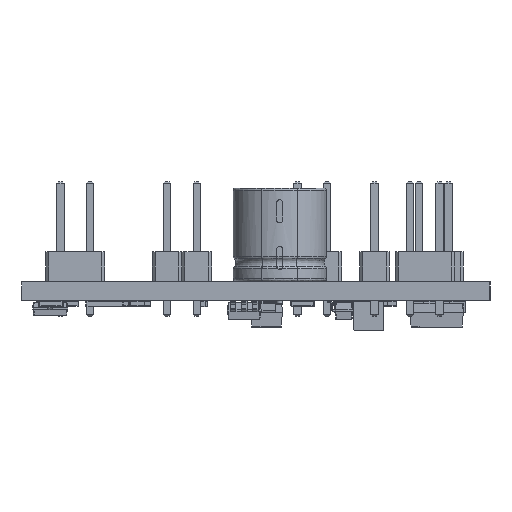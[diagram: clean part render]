
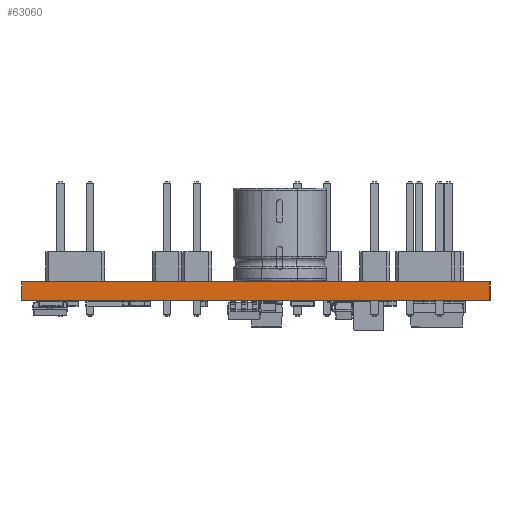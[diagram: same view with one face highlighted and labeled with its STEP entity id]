
A CAD part, left-side view. The second image highlights one B-rep face of the part: STEP entity #63060.
In plain terms, the highlighted planar face has unit normal (-1, 0, 0).
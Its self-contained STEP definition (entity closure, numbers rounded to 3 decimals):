
#57826 = PLANE('',#57827);
#57827 = AXIS2_PLACEMENT_3D('',#57828,#57829,#57830);
#57828 = CARTESIAN_POINT('',(0.254,40.386,0.));
#57829 = DIRECTION('',(0.,1.,0.));
#57830 = DIRECTION('',(1.,0.,0.));
#57854 = PLANE('',#57855);
#57855 = AXIS2_PLACEMENT_3D('',#57856,#57857,#57858);
#57856 = CARTESIAN_POINT('',(30.48,20.32,1.6));
#57857 = DIRECTION('',(-0.,-0.,-1.));
#57858 = DIRECTION('',(-1.,0.,0.));
#57882 = PLANE('',#57883);
#57883 = AXIS2_PLACEMENT_3D('',#57884,#57885,#57886);
#57884 = CARTESIAN_POINT('',(60.706,0.254,0.));
#57885 = DIRECTION('',(0.,-1.,0.));
#57886 = DIRECTION('',(-1.,0.,0.));
#57908 = PLANE('',#57909);
#57909 = AXIS2_PLACEMENT_3D('',#57910,#57911,#57912);
#57910 = CARTESIAN_POINT('',(30.48,20.32,0.));
#57911 = DIRECTION('',(-0.,-0.,-1.));
#57912 = DIRECTION('',(-1.,0.,0.));
#57923 = EDGE_CURVE('',#57924,#57926,#57928,.T.);
#57924 = VERTEX_POINT('',#57925);
#57925 = CARTESIAN_POINT('',(0.254,40.386,0.));
#57926 = VERTEX_POINT('',#57927);
#57927 = CARTESIAN_POINT('',(0.254,40.386,1.6));
#57928 = SURFACE_CURVE('',#57929,(#57933,#57940),.PCURVE_S1.);
#57929 = LINE('',#57930,#57931);
#57930 = CARTESIAN_POINT('',(0.254,40.386,0.));
#57931 = VECTOR('',#57932,1.);
#57932 = DIRECTION('',(0.,0.,1.));
#57933 = PCURVE('',#57826,#57934);
#57934 = DEFINITIONAL_REPRESENTATION('',(#57935),#57939);
#57935 = LINE('',#57936,#57937);
#57936 = CARTESIAN_POINT('',(0.,0.));
#57937 = VECTOR('',#57938,1.);
#57938 = DIRECTION('',(0.,-1.));
#57939 = ( GEOMETRIC_REPRESENTATION_CONTEXT(2) 
PARAMETRIC_REPRESENTATION_CONTEXT() REPRESENTATION_CONTEXT('2D SPACE',''
  ) );
#57940 = PCURVE('',#57941,#57946);
#57941 = PLANE('',#57942);
#57942 = AXIS2_PLACEMENT_3D('',#57943,#57944,#57945);
#57943 = CARTESIAN_POINT('',(0.254,0.254,0.));
#57944 = DIRECTION('',(-1.,0.,0.));
#57945 = DIRECTION('',(0.,1.,0.));
#57946 = DEFINITIONAL_REPRESENTATION('',(#57947),#57951);
#57947 = LINE('',#57948,#57949);
#57948 = CARTESIAN_POINT('',(40.132,0.));
#57949 = VECTOR('',#57950,1.);
#57950 = DIRECTION('',(0.,-1.));
#57951 = ( GEOMETRIC_REPRESENTATION_CONTEXT(2) 
PARAMETRIC_REPRESENTATION_CONTEXT() REPRESENTATION_CONTEXT('2D SPACE',''
  ) );
#58001 = VERTEX_POINT('',#58002);
#58002 = CARTESIAN_POINT('',(0.254,0.254,1.6));
#58023 = EDGE_CURVE('',#58024,#58001,#58026,.T.);
#58024 = VERTEX_POINT('',#58025);
#58025 = CARTESIAN_POINT('',(0.254,0.254,0.));
#58026 = SURFACE_CURVE('',#58027,(#58031,#58038),.PCURVE_S1.);
#58027 = LINE('',#58028,#58029);
#58028 = CARTESIAN_POINT('',(0.254,0.254,0.));
#58029 = VECTOR('',#58030,1.);
#58030 = DIRECTION('',(0.,0.,1.));
#58031 = PCURVE('',#57882,#58032);
#58032 = DEFINITIONAL_REPRESENTATION('',(#58033),#58037);
#58033 = LINE('',#58034,#58035);
#58034 = CARTESIAN_POINT('',(60.452,0.));
#58035 = VECTOR('',#58036,1.);
#58036 = DIRECTION('',(0.,-1.));
#58037 = ( GEOMETRIC_REPRESENTATION_CONTEXT(2) 
PARAMETRIC_REPRESENTATION_CONTEXT() REPRESENTATION_CONTEXT('2D SPACE',''
  ) );
#58038 = PCURVE('',#57941,#58039);
#58039 = DEFINITIONAL_REPRESENTATION('',(#58040),#58044);
#58040 = LINE('',#58041,#58042);
#58041 = CARTESIAN_POINT('',(0.,0.));
#58042 = VECTOR('',#58043,1.);
#58043 = DIRECTION('',(0.,-1.));
#58044 = ( GEOMETRIC_REPRESENTATION_CONTEXT(2) 
PARAMETRIC_REPRESENTATION_CONTEXT() REPRESENTATION_CONTEXT('2D SPACE',''
  ) );
#58072 = EDGE_CURVE('',#58024,#57924,#58073,.T.);
#58073 = SURFACE_CURVE('',#58074,(#58078,#58085),.PCURVE_S1.);
#58074 = LINE('',#58075,#58076);
#58075 = CARTESIAN_POINT('',(0.254,0.254,0.));
#58076 = VECTOR('',#58077,1.);
#58077 = DIRECTION('',(0.,1.,0.));
#58078 = PCURVE('',#57908,#58079);
#58079 = DEFINITIONAL_REPRESENTATION('',(#58080),#58084);
#58080 = LINE('',#58081,#58082);
#58081 = CARTESIAN_POINT('',(30.226,-20.066));
#58082 = VECTOR('',#58083,1.);
#58083 = DIRECTION('',(0.,1.));
#58084 = ( GEOMETRIC_REPRESENTATION_CONTEXT(2) 
PARAMETRIC_REPRESENTATION_CONTEXT() REPRESENTATION_CONTEXT('2D SPACE',''
  ) );
#58085 = PCURVE('',#57941,#58086);
#58086 = DEFINITIONAL_REPRESENTATION('',(#58087),#58091);
#58087 = LINE('',#58088,#58089);
#58088 = CARTESIAN_POINT('',(0.,0.));
#58089 = VECTOR('',#58090,1.);
#58090 = DIRECTION('',(1.,0.));
#58091 = ( GEOMETRIC_REPRESENTATION_CONTEXT(2) 
PARAMETRIC_REPRESENTATION_CONTEXT() REPRESENTATION_CONTEXT('2D SPACE',''
  ) );
#60759 = EDGE_CURVE('',#58001,#57926,#60760,.T.);
#60760 = SURFACE_CURVE('',#60761,(#60765,#60772),.PCURVE_S1.);
#60761 = LINE('',#60762,#60763);
#60762 = CARTESIAN_POINT('',(0.254,0.254,1.6));
#60763 = VECTOR('',#60764,1.);
#60764 = DIRECTION('',(0.,1.,0.));
#60765 = PCURVE('',#57854,#60766);
#60766 = DEFINITIONAL_REPRESENTATION('',(#60767),#60771);
#60767 = LINE('',#60768,#60769);
#60768 = CARTESIAN_POINT('',(30.226,-20.066));
#60769 = VECTOR('',#60770,1.);
#60770 = DIRECTION('',(0.,1.));
#60771 = ( GEOMETRIC_REPRESENTATION_CONTEXT(2) 
PARAMETRIC_REPRESENTATION_CONTEXT() REPRESENTATION_CONTEXT('2D SPACE',''
  ) );
#60772 = PCURVE('',#57941,#60773);
#60773 = DEFINITIONAL_REPRESENTATION('',(#60774),#60778);
#60774 = LINE('',#60775,#60776);
#60775 = CARTESIAN_POINT('',(0.,-1.6));
#60776 = VECTOR('',#60777,1.);
#60777 = DIRECTION('',(1.,0.));
#60778 = ( GEOMETRIC_REPRESENTATION_CONTEXT(2) 
PARAMETRIC_REPRESENTATION_CONTEXT() REPRESENTATION_CONTEXT('2D SPACE',''
  ) );
#63060 = ADVANCED_FACE('',(#63061),#57941,.T.);
#63061 = FACE_BOUND('',#63062,.T.);
#63062 = EDGE_LOOP('',(#63063,#63064,#63065,#63066));
#63063 = ORIENTED_EDGE('',*,*,#58023,.T.);
#63064 = ORIENTED_EDGE('',*,*,#60759,.T.);
#63065 = ORIENTED_EDGE('',*,*,#57923,.F.);
#63066 = ORIENTED_EDGE('',*,*,#58072,.F.);
